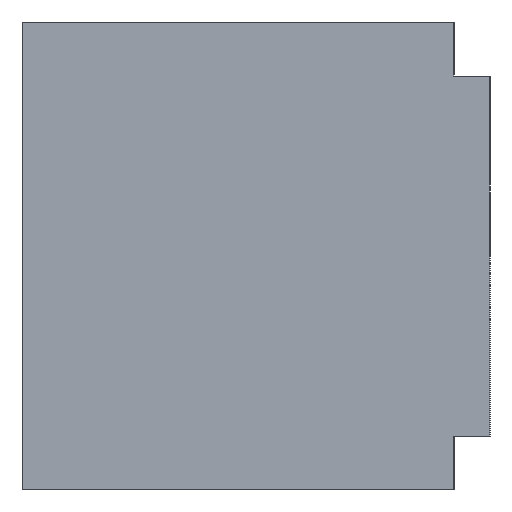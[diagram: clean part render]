
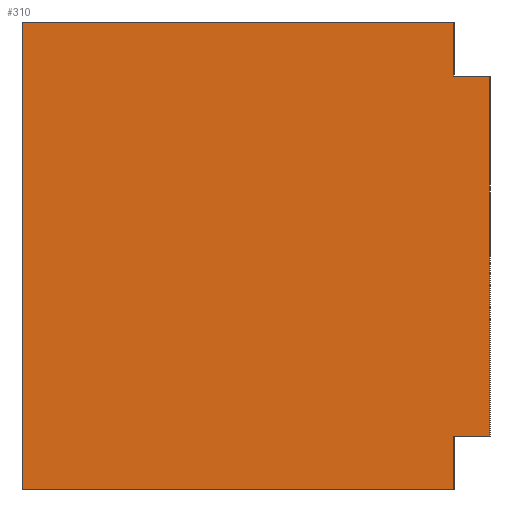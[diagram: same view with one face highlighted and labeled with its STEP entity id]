
A CAD part, left-side view. The second image highlights one B-rep face of the part: STEP entity #310.
In plain terms, the highlighted planar face has unit normal (-1, 0, 0).
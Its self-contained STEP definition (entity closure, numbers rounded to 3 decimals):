
#16 = VECTOR ( 'NONE', #406, 1000. ) ;
#23 = AXIS2_PLACEMENT_3D ( 'NONE', #112, #113, #114 ) ;
#25 = VECTOR ( 'NONE', #434, 1000. ) ;
#27 = VECTOR ( 'NONE', #421, 1000. ) ;
#35 = VERTEX_POINT ( 'NONE', #67 ) ;
#36 = VERTEX_POINT ( 'NONE', #68 ) ;
#38 = VERTEX_POINT ( 'NONE', #70 ) ;
#40 = VERTEX_POINT ( 'NONE', #72 ) ;
#43 = VERTEX_POINT ( 'NONE', #75 ) ;
#61 = EDGE_LOOP ( 'NONE', ( #194, #174, #178, #190, #195, #186, #201, #177 ) ) ;
#67 = CARTESIAN_POINT ( 'NONE',  ( -5.5, 0., -1. ) ) ;
#68 = CARTESIAN_POINT ( 'NONE',  ( -5.5, 0.2, 1.3 ) ) ;
#70 = CARTESIAN_POINT ( 'NONE',  ( -5.5, 0.2, -1. ) ) ;
#72 = CARTESIAN_POINT ( 'NONE',  ( -5.5, 0.2, 1. ) ) ;
#75 = CARTESIAN_POINT ( 'NONE',  ( -5.5, 0.2, -1.3 ) ) ;
#85 = CARTESIAN_POINT ( 'NONE',  ( -5.5, 2.6, 1.3 ) ) ;
#86 = CARTESIAN_POINT ( 'NONE',  ( -5.5, 0., 1. ) ) ;
#88 = CARTESIAN_POINT ( 'NONE',  ( -5.5, 2.6, -1.3 ) ) ;
#111 = PLANE ( 'NONE',  #23 ) ;
#112 = CARTESIAN_POINT ( 'NONE',  ( -5.5, 2.6, -1.3 ) ) ;
#113 = DIRECTION ( 'NONE',  ( 1., 0., 0. ) ) ;
#114 = DIRECTION ( 'NONE',  ( 0., 0., -1. ) ) ;
#123 = LINE ( 'NONE', #124, #332 ) ;
#124 = CARTESIAN_POINT ( 'NONE',  ( -5.5, 0., -1. ) ) ;
#125 = DIRECTION ( 'NONE',  ( 0., 0., -1. ) ) ;
#146 = LINE ( 'NONE', #147, #347 ) ;
#147 = CARTESIAN_POINT ( 'NONE',  ( -5.5, 0., 1. ) ) ;
#148 = DIRECTION ( 'NONE',  ( 0., 1., 0. ) ) ;
#157 = LINE ( 'NONE', #158, #387 ) ;
#158 = CARTESIAN_POINT ( 'NONE',  ( -5.5, 0.2, -1.3 ) ) ;
#159 = DIRECTION ( 'NONE',  ( 0., 0., 1. ) ) ;
#174 = ORIENTED_EDGE ( 'NONE', *, *, #292, .F. ) ;
#177 = ORIENTED_EDGE ( 'NONE', *, *, #358, .T. ) ;
#178 = ORIENTED_EDGE ( 'NONE', *, *, #313, .F. ) ;
#186 = ORIENTED_EDGE ( 'NONE', *, *, #296, .F. ) ;
#190 = ORIENTED_EDGE ( 'NONE', *, *, #322, .T. ) ;
#194 = ORIENTED_EDGE ( 'NONE', *, *, #325, .T. ) ;
#195 = ORIENTED_EDGE ( 'NONE', *, *, #287, .T. ) ;
#201 = ORIENTED_EDGE ( 'NONE', *, *, #359, .F. ) ;
#202 = VERTEX_POINT ( 'NONE', #85 ) ;
#203 = VERTEX_POINT ( 'NONE', #86 ) ;
#205 = VERTEX_POINT ( 'NONE', #88 ) ;
#245 = LINE ( 'NONE', #246, #390 ) ;
#246 = CARTESIAN_POINT ( 'NONE',  ( -5.5, 2.6, -1.3 ) ) ;
#247 = DIRECTION ( 'NONE',  ( 0., -1., 0. ) ) ;
#248 = LINE ( 'NONE', #249, #386 ) ;
#249 = CARTESIAN_POINT ( 'NONE',  ( -5.5, 2.6, -1.3 ) ) ;
#250 = DIRECTION ( 'NONE',  ( 0., 0., 1. ) ) ;
#287 = EDGE_CURVE ( 'NONE', #40, #36, #404, .T. ) ;
#292 = EDGE_CURVE ( 'NONE', #35, #38, #419, .T. ) ;
#296 = EDGE_CURVE ( 'NONE', #202, #36, #432, .T. ) ;
#310 = ADVANCED_FACE ( 'NONE', ( #355 ), #111, .F. ) ;
#313 = EDGE_CURVE ( 'NONE', #203, #35, #123, .T. ) ;
#322 = EDGE_CURVE ( 'NONE', #203, #40, #146, .T. ) ;
#325 = EDGE_CURVE ( 'NONE', #43, #38, #157, .T. ) ;
#332 = VECTOR ( 'NONE', #125, 1000. ) ;
#347 = VECTOR ( 'NONE', #148, 1000. ) ;
#355 = FACE_OUTER_BOUND ( 'NONE', #61, .T. ) ;
#358 = EDGE_CURVE ( 'NONE', #205, #43, #245, .T. ) ;
#359 = EDGE_CURVE ( 'NONE', #205, #202, #248, .T. ) ;
#386 = VECTOR ( 'NONE', #250, 1000. ) ;
#387 = VECTOR ( 'NONE', #159, 1000. ) ;
#390 = VECTOR ( 'NONE', #247, 1000. ) ;
#404 = LINE ( 'NONE', #405, #16 ) ;
#405 = CARTESIAN_POINT ( 'NONE',  ( -5.5, 0.2, -1.3 ) ) ;
#406 = DIRECTION ( 'NONE',  ( 0., 0., 1. ) ) ;
#419 = LINE ( 'NONE', #420, #27 ) ;
#420 = CARTESIAN_POINT ( 'NONE',  ( -5.5, 0., -1. ) ) ;
#421 = DIRECTION ( 'NONE',  ( 0., 1., 0. ) ) ;
#432 = LINE ( 'NONE', #433, #25 ) ;
#433 = CARTESIAN_POINT ( 'NONE',  ( -5.5, 2.6, 1.3 ) ) ;
#434 = DIRECTION ( 'NONE',  ( 0., -1., 0. ) ) ;
